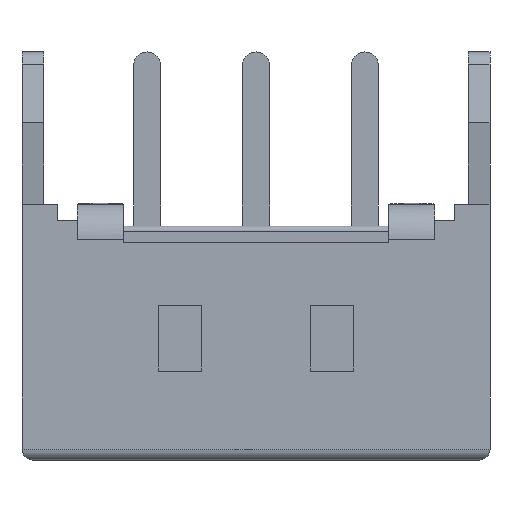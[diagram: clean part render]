
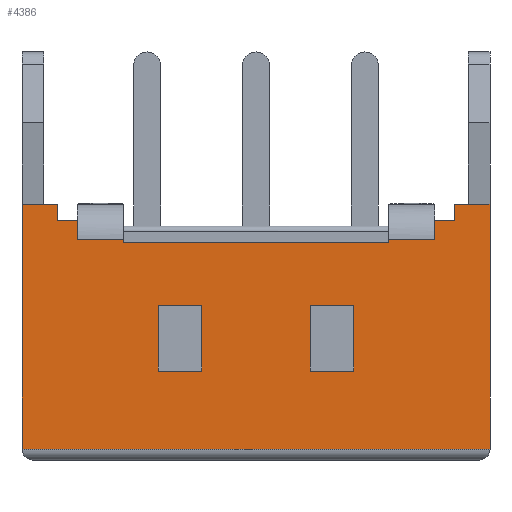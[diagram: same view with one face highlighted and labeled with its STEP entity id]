
A CAD part, front view. The second image highlights one B-rep face of the part: STEP entity #4386.
In plain terms, the highlighted planar face has unit normal (0, -1, 0).
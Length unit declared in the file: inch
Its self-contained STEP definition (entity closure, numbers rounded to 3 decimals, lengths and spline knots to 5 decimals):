
#71=DIRECTION('',(0.,0.,-1.));
#72=VECTOR('',#71,0.17717);
#73=CARTESIAN_POINT('',(-0.16929,-0.08661,0.));
#74=LINE('',#73,#72);
#372=DIRECTION('',(0.,0.,-1.));
#373=VECTOR('',#372,0.17717);
#374=CARTESIAN_POINT('',(0.16929,-0.08661,0.));
#375=LINE('',#374,#373);
#454=DIRECTION('',(0.,0.,1.));
#455=VECTOR('',#454,0.0095);
#456=CARTESIAN_POINT('',(-0.12945,-0.08661,
-0.02569));
#457=LINE('',#456,#455);
#458=DIRECTION('',(0.,0.,-1.));
#459=VECTOR('',#458,0.00231);
#460=CARTESIAN_POINT('',(-0.09598,-0.08661,
-0.02569));
#461=LINE('',#460,#459);
#462=DIRECTION('',(1.,0.,0.));
#463=VECTOR('',#462,0.19197);
#464=CARTESIAN_POINT('',(-0.09598,-0.08661,
-0.02799));
#465=LINE('',#464,#463);
#466=DIRECTION('',(0.,0.,1.));
#467=VECTOR('',#466,0.00231);
#468=CARTESIAN_POINT('',(0.09598,-0.08661,
-0.02799));
#469=LINE('',#468,#467);
#470=DIRECTION('',(0.,0.,1.));
#471=VECTOR('',#470,0.0095);
#472=CARTESIAN_POINT('',(0.12945,-0.08661,
-0.02569));
#473=LINE('',#472,#471);
#474=DIRECTION('',(0.,0.,1.));
#475=VECTOR('',#474,0.00437);
#476=CARTESIAN_POINT('',(0.12945,-0.08661,
-0.01618));
#477=LINE('',#476,#475);
#478=DIRECTION('',(1.,0.,0.));
#479=VECTOR('',#478,0.01449);
#480=CARTESIAN_POINT('',(0.12945,-0.08661,
-0.01181));
#481=LINE('',#480,#479);
#482=DIRECTION('',(0.,0.,-1.));
#483=VECTOR('',#482,0.01181);
#484=CARTESIAN_POINT('',(0.14394,-0.08661,0.));
#485=LINE('',#484,#483);
#486=DIRECTION('',(1.,0.,0.));
#487=VECTOR('',#486,0.02535);
#488=CARTESIAN_POINT('',(0.14394,-0.08661,0.));
#489=LINE('',#488,#487);
#490=DIRECTION('',(-1.,0.,0.));
#491=VECTOR('',#490,0.33858);
#492=CARTESIAN_POINT('',(0.16929,-0.08661,
-0.17717));
#493=LINE('',#492,#491);
#494=DIRECTION('',(1.,0.,0.));
#495=VECTOR('',#494,0.02535);
#496=CARTESIAN_POINT('',(-0.16929,-0.08661,0.));
#497=LINE('',#496,#495);
#498=DIRECTION('',(0.,0.,-1.));
#499=VECTOR('',#498,0.01181);
#500=CARTESIAN_POINT('',(-0.14394,-0.08661,0.));
#501=LINE('',#500,#499);
#502=DIRECTION('',(1.,0.,0.));
#503=VECTOR('',#502,0.01449);
#504=CARTESIAN_POINT('',(-0.14394,-0.08661,
-0.01181));
#505=LINE('',#504,#503);
#506=DIRECTION('',(0.,0.,-1.));
#507=VECTOR('',#506,0.00437);
#508=CARTESIAN_POINT('',(-0.12945,-0.08661,
-0.01181));
#509=LINE('',#508,#507);
#510=DIRECTION('',(0.,0.,1.));
#511=VECTOR('',#510,0.04724);
#512=CARTESIAN_POINT('',(0.07087,-0.08661,
-0.12061));
#513=LINE('',#512,#511);
#514=DIRECTION('',(-1.,0.,0.));
#515=VECTOR('',#514,0.0315);
#516=CARTESIAN_POINT('',(0.07087,-0.08661,
-0.07337));
#517=LINE('',#516,#515);
#518=DIRECTION('',(0.,0.,-1.));
#519=VECTOR('',#518,0.04724);
#520=CARTESIAN_POINT('',(0.03937,-0.08661,
-0.07337));
#521=LINE('',#520,#519);
#522=DIRECTION('',(1.,0.,0.));
#523=VECTOR('',#522,0.0315);
#524=CARTESIAN_POINT('',(0.03937,-0.08661,
-0.12061));
#525=LINE('',#524,#523);
#526=DIRECTION('',(1.,0.,0.));
#527=VECTOR('',#526,0.0315);
#528=CARTESIAN_POINT('',(-0.07087,-0.08661,
-0.12061));
#529=LINE('',#528,#527);
#530=DIRECTION('',(0.,0.,1.));
#531=VECTOR('',#530,0.04724);
#532=CARTESIAN_POINT('',(-0.03937,-0.08661,
-0.12061));
#533=LINE('',#532,#531);
#534=DIRECTION('',(-1.,0.,0.));
#535=VECTOR('',#534,0.0315);
#536=CARTESIAN_POINT('',(-0.03937,-0.08661,
-0.07337));
#537=LINE('',#536,#535);
#538=DIRECTION('',(0.,0.,-1.));
#539=VECTOR('',#538,0.04724);
#540=CARTESIAN_POINT('',(-0.07087,-0.08661,
-0.07337));
#541=LINE('',#540,#539);
#570=DIRECTION('',(1.,0.,0.));
#571=VECTOR('',#570,0.03346);
#572=CARTESIAN_POINT('',(-0.12945,-0.08661,
-0.02569));
#573=LINE('',#572,#571);
#1629=DIRECTION('',(1.,0.,0.));
#1630=VECTOR('',#1629,0.03346);
#1631=CARTESIAN_POINT('',(0.09598,-0.08661,
-0.02569));
#1632=LINE('',#1631,#1630);
#3008=CARTESIAN_POINT('',(-0.16929,-0.08661,0.));
#3009=VERTEX_POINT('',#3008);
#3010=CARTESIAN_POINT('',(0.16929,-0.08661,0.));
#3011=VERTEX_POINT('',#3010);
#3024=CARTESIAN_POINT('',(-0.09598,-0.08661,
-0.02799));
#3025=CARTESIAN_POINT('',(0.09598,-0.08661,
-0.02799));
#3026=VERTEX_POINT('',#3024);
#3027=VERTEX_POINT('',#3025);
#3032=CARTESIAN_POINT('',(-0.14394,-0.08661,0.));
#3033=VERTEX_POINT('',#3032);
#3034=CARTESIAN_POINT('',(0.14394,-0.08661,0.));
#3035=VERTEX_POINT('',#3034);
#3166=CARTESIAN_POINT('',(0.09598,-0.08661,
-0.02569));
#3167=VERTEX_POINT('',#3166);
#3168=CARTESIAN_POINT('',(0.12945,-0.08661,
-0.02569));
#3169=VERTEX_POINT('',#3168);
#3184=CARTESIAN_POINT('',(-0.12945,-0.08661,
-0.02569));
#3185=CARTESIAN_POINT('',(-0.09598,-0.08661,
-0.02569));
#3186=VERTEX_POINT('',#3184);
#3187=VERTEX_POINT('',#3185);
#3200=CARTESIAN_POINT('',(-0.16929,-0.08661,
-0.17717));
#3201=VERTEX_POINT('',#3200);
#3204=CARTESIAN_POINT('',(0.16929,-0.08661,
-0.17717));
#3205=VERTEX_POINT('',#3204);
#3210=CARTESIAN_POINT('',(0.14394,-0.08661,
-0.01181));
#3211=VERTEX_POINT('',#3210);
#3218=CARTESIAN_POINT('',(-0.14394,-0.08661,
-0.01181));
#3219=VERTEX_POINT('',#3218);
#3232=CARTESIAN_POINT('',(-0.12945,-0.08661,
-0.01181));
#3233=VERTEX_POINT('',#3232);
#3234=CARTESIAN_POINT('',(-0.12945,-0.08661,
-0.01618));
#3235=VERTEX_POINT('',#3234);
#3236=CARTESIAN_POINT('',(0.12945,-0.08661,
-0.01618));
#3237=CARTESIAN_POINT('',(0.12945,-0.08661,
-0.01181));
#3238=VERTEX_POINT('',#3236);
#3239=VERTEX_POINT('',#3237);
#3256=CARTESIAN_POINT('',(0.07087,-0.08661,
-0.12061));
#3257=CARTESIAN_POINT('',(0.07087,-0.08661,
-0.07337));
#3258=VERTEX_POINT('',#3256);
#3259=VERTEX_POINT('',#3257);
#3260=CARTESIAN_POINT('',(0.03937,-0.08661,
-0.07337));
#3261=VERTEX_POINT('',#3260);
#3262=CARTESIAN_POINT('',(0.03937,-0.08661,
-0.12061));
#3263=VERTEX_POINT('',#3262);
#3264=CARTESIAN_POINT('',(-0.07087,-0.08661,
-0.12061));
#3265=CARTESIAN_POINT('',(-0.03937,-0.08661,
-0.12061));
#3266=VERTEX_POINT('',#3264);
#3267=VERTEX_POINT('',#3265);
#3268=CARTESIAN_POINT('',(-0.03937,-0.08661,
-0.07337));
#3269=VERTEX_POINT('',#3268);
#3270=CARTESIAN_POINT('',(-0.07087,-0.08661,
-0.07337));
#3271=VERTEX_POINT('',#3270);
#4327=CARTESIAN_POINT('',(-0.16929,-0.08661,0.));
#4328=DIRECTION('',(0.,-1.,0.));
#4329=DIRECTION('',(0.,0.,-1.));
#4330=AXIS2_PLACEMENT_3D('',#4327,#4328,#4329);
#4331=PLANE('',#4330);
#4333=ORIENTED_EDGE('',*,*,#4332,.F.);
#4335=ORIENTED_EDGE('',*,*,#4334,.T.);
#4337=ORIENTED_EDGE('',*,*,#4336,.T.);
#4339=ORIENTED_EDGE('',*,*,#4338,.T.);
#4341=ORIENTED_EDGE('',*,*,#4340,.T.);
#4343=ORIENTED_EDGE('',*,*,#4342,.T.);
#4345=ORIENTED_EDGE('',*,*,#4344,.T.);
#4347=ORIENTED_EDGE('',*,*,#4346,.T.);
#4349=ORIENTED_EDGE('',*,*,#4348,.T.);
#4350=ORIENTED_EDGE('',*,*,#4317,.F.);
#4351=ORIENTED_EDGE('',*,*,#4307,.T.);
#4352=ORIENTED_EDGE('',*,*,#4149,.T.);
#4354=ORIENTED_EDGE('',*,*,#4353,.T.);
#4355=ORIENTED_EDGE('',*,*,#3747,.F.);
#4357=ORIENTED_EDGE('',*,*,#4356,.T.);
#4359=ORIENTED_EDGE('',*,*,#4358,.T.);
#4361=ORIENTED_EDGE('',*,*,#4360,.T.);
#4363=ORIENTED_EDGE('',*,*,#4362,.T.);
#4364=EDGE_LOOP('',(#4333,#4335,#4337,#4339,#4341,#4343,#4345,#4347,#4349,#4350,
#4351,#4352,#4354,#4355,#4357,#4359,#4361,#4363));
#4365=FACE_OUTER_BOUND('',#4364,.F.);
#4367=ORIENTED_EDGE('',*,*,#4366,.T.);
#4369=ORIENTED_EDGE('',*,*,#4368,.T.);
#4371=ORIENTED_EDGE('',*,*,#4370,.T.);
#4373=ORIENTED_EDGE('',*,*,#4372,.T.);
#4374=EDGE_LOOP('',(#4367,#4369,#4371,#4373));
#4375=FACE_BOUND('',#4374,.F.);
#4377=ORIENTED_EDGE('',*,*,#4376,.T.);
#4379=ORIENTED_EDGE('',*,*,#4378,.T.);
#4381=ORIENTED_EDGE('',*,*,#4380,.T.);
#4383=ORIENTED_EDGE('',*,*,#4382,.T.);
#4384=EDGE_LOOP('',(#4377,#4379,#4381,#4383));
#4385=FACE_BOUND('',#4384,.F.);
#3747=EDGE_CURVE('',#3009,#3201,#74,.T.);
#4149=EDGE_CURVE('',#3011,#3205,#375,.T.);
#4307=EDGE_CURVE('',#3035,#3011,#489,.T.);
#4317=EDGE_CURVE('',#3035,#3211,#485,.T.);
#4332=EDGE_CURVE('',#3186,#3235,#457,.T.);
#4334=EDGE_CURVE('',#3186,#3187,#573,.T.);
#4336=EDGE_CURVE('',#3187,#3026,#461,.T.);
#4338=EDGE_CURVE('',#3026,#3027,#465,.T.);
#4340=EDGE_CURVE('',#3027,#3167,#469,.T.);
#4342=EDGE_CURVE('',#3167,#3169,#1632,.T.);
#4344=EDGE_CURVE('',#3169,#3238,#473,.T.);
#4346=EDGE_CURVE('',#3238,#3239,#477,.T.);
#4348=EDGE_CURVE('',#3239,#3211,#481,.T.);
#4353=EDGE_CURVE('',#3205,#3201,#493,.T.);
#4356=EDGE_CURVE('',#3009,#3033,#497,.T.);
#4358=EDGE_CURVE('',#3033,#3219,#501,.T.);
#4360=EDGE_CURVE('',#3219,#3233,#505,.T.);
#4362=EDGE_CURVE('',#3233,#3235,#509,.T.);
#4366=EDGE_CURVE('',#3258,#3259,#513,.T.);
#4368=EDGE_CURVE('',#3259,#3261,#517,.T.);
#4370=EDGE_CURVE('',#3261,#3263,#521,.T.);
#4372=EDGE_CURVE('',#3263,#3258,#525,.T.);
#4376=EDGE_CURVE('',#3266,#3267,#529,.T.);
#4378=EDGE_CURVE('',#3267,#3269,#533,.T.);
#4380=EDGE_CURVE('',#3269,#3271,#537,.T.);
#4382=EDGE_CURVE('',#3271,#3266,#541,.T.);
#4386=ADVANCED_FACE('',(#4365,#4375,#4385),#4331,.T.);
